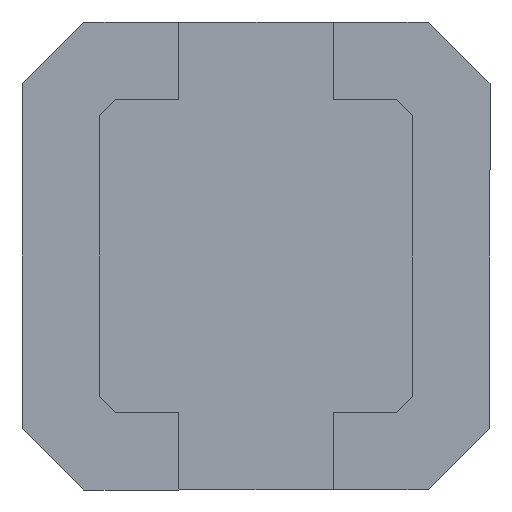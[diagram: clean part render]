
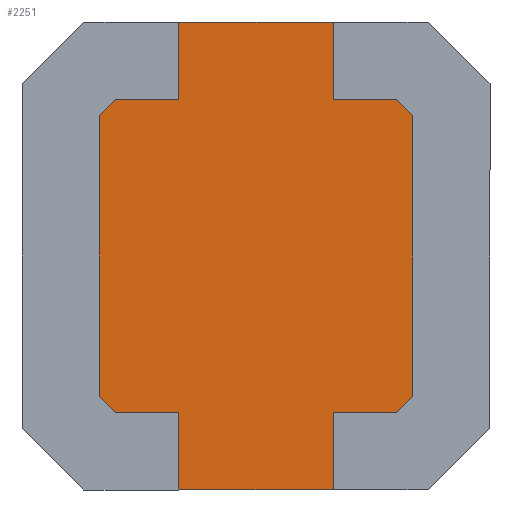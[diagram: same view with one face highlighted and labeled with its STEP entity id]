
A CAD part, front view. The second image highlights one B-rep face of the part: STEP entity #2251.
In plain terms, the highlighted planar face has unit normal (0, -1, 0).
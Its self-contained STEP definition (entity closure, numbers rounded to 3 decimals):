
#29 = CARTESIAN_POINT ( 'NONE',  ( 0.5, 0.15, -1.515 ) ) ;
#56 = FACE_OUTER_BOUND ( 'NONE', #675, .T. ) ;
#75 = CARTESIAN_POINT ( 'NONE',  ( 1.015, 0.15, -0.908 ) ) ;
#110 = EDGE_CURVE ( 'NONE', #547, #1020, #3273, .T. ) ;
#158 = DIRECTION ( 'NONE',  ( 1., 0., 0. ) ) ;
#164 = AXIS2_PLACEMENT_3D ( 'NONE', #3202, #1155, #2958 ) ;
#173 = VERTEX_POINT ( 'NONE', #1475 ) ;
#184 = LINE ( 'NONE', #2547, #940 ) ;
#208 = VECTOR ( 'NONE', #1464, 1000. ) ;
#211 = ORIENTED_EDGE ( 'NONE', *, *, #2187, .F. ) ;
#233 = VECTOR ( 'NONE', #1527, 1000. ) ;
#235 = VERTEX_POINT ( 'NONE', #1237 ) ;
#267 = CARTESIAN_POINT ( 'NONE',  ( 0.5, 0.15, 1.515 ) ) ;
#277 = ORIENTED_EDGE ( 'NONE', *, *, #2645, .T. ) ;
#315 = ORIENTED_EDGE ( 'NONE', *, *, #2032, .T. ) ;
#322 = EDGE_CURVE ( 'NONE', #1020, #1065, #2374, .T. ) ;
#348 = ORIENTED_EDGE ( 'NONE', *, *, #1665, .F. ) ;
#424 = LINE ( 'NONE', #2376, #2095 ) ;
#434 = CARTESIAN_POINT ( 'NONE',  ( -1.015, 0.15, -0.908 ) ) ;
#443 = VERTEX_POINT ( 'NONE', #2345 ) ;
#449 = VECTOR ( 'NONE', #1967, 1000. ) ;
#462 = LINE ( 'NONE', #29, #973 ) ;
#518 = ORIENTED_EDGE ( 'NONE', *, *, #322, .T. ) ;
#529 = LINE ( 'NONE', #1949, #1120 ) ;
#547 = VERTEX_POINT ( 'NONE', #2694 ) ;
#578 = EDGE_CURVE ( 'NONE', #1117, #1661, #529, .T. ) ;
#586 = DIRECTION ( 'NONE',  ( 0., 0., 1. ) ) ;
#603 = VERTEX_POINT ( 'NONE', #650 ) ;
#608 = CARTESIAN_POINT ( 'NONE',  ( 0.908, 0.15, 1.015 ) ) ;
#649 = CARTESIAN_POINT ( 'NONE',  ( -0.5, 0.15, 1.515 ) ) ;
#650 = CARTESIAN_POINT ( 'NONE',  ( -0.908, 0.15, 1.015 ) ) ;
#670 = DIRECTION ( 'NONE',  ( 0., 0., 1. ) ) ;
#675 = EDGE_LOOP ( 'NONE', ( #2324, #3319, #1435, #2709, #277, #2101, #2159, #2427, #211, #2486, #518, #315, #1261, #1184, #348, #1492 ) ) ;
#723 = CARTESIAN_POINT ( 'NONE',  ( 0.5, 0.15, 1.515 ) ) ;
#755 = LINE ( 'NONE', #2802, #233 ) ;
#838 = VECTOR ( 'NONE', #2788, 1000. ) ;
#881 = CARTESIAN_POINT ( 'NONE',  ( 0.908, 0.15, -1.015 ) ) ;
#883 = EDGE_CURVE ( 'NONE', #3272, #1117, #184, .T. ) ;
#940 = VECTOR ( 'NONE', #1542, 1000. ) ;
#965 = EDGE_CURVE ( 'NONE', #443, #3279, #462, .T. ) ;
#973 = VECTOR ( 'NONE', #1590, 1000. ) ;
#1009 = EDGE_CURVE ( 'NONE', #2336, #3231, #1797, .T. ) ;
#1020 = VERTEX_POINT ( 'NONE', #881 ) ;
#1059 = VECTOR ( 'NONE', #2700, 1000. ) ;
#1065 = VERTEX_POINT ( 'NONE', #2654 ) ;
#1117 = VERTEX_POINT ( 'NONE', #608 ) ;
#1120 = VECTOR ( 'NONE', #1178, 1000. ) ;
#1121 = VERTEX_POINT ( 'NONE', #1922 ) ;
#1143 = LINE ( 'NONE', #2686, #2283 ) ;
#1155 = DIRECTION ( 'NONE',  ( 0., 1., 0. ) ) ;
#1178 = DIRECTION ( 'NONE',  ( 0.707, 0., -0.707 ) ) ;
#1184 = ORIENTED_EDGE ( 'NONE', *, *, #883, .F. ) ;
#1208 = CARTESIAN_POINT ( 'NONE',  ( 1.015, 0.15, 0.908 ) ) ;
#1229 = EDGE_CURVE ( 'NONE', #2336, #603, #2465, .T. ) ;
#1237 = CARTESIAN_POINT ( 'NONE',  ( -1.015, 0.15, 0.908 ) ) ;
#1240 = CARTESIAN_POINT ( 'NONE',  ( 0.5, 0.15, 1.015 ) ) ;
#1261 = ORIENTED_EDGE ( 'NONE', *, *, #578, .F. ) ;
#1273 = CARTESIAN_POINT ( 'NONE',  ( -0.5, 0.15, -1.515 ) ) ;
#1282 = VECTOR ( 'NONE', #2338, 1000. ) ;
#1365 = EDGE_CURVE ( 'NONE', #1121, #173, #2049, .T. ) ;
#1376 = LINE ( 'NONE', #2433, #1059 ) ;
#1435 = ORIENTED_EDGE ( 'NONE', *, *, #2741, .T. ) ;
#1464 = DIRECTION ( 'NONE',  ( 1., 0., 0. ) ) ;
#1475 = CARTESIAN_POINT ( 'NONE',  ( -0.5, 0.15, -1.015 ) ) ;
#1484 = CARTESIAN_POINT ( 'NONE',  ( 0.5, 0.15, -1.015 ) ) ;
#1490 = DIRECTION ( 'NONE',  ( 0., 0., -1. ) ) ;
#1492 = ORIENTED_EDGE ( 'NONE', *, *, #2796, .F. ) ;
#1507 = VECTOR ( 'NONE', #1490, 1000. ) ;
#1516 = VERTEX_POINT ( 'NONE', #434 ) ;
#1527 = DIRECTION ( 'NONE',  ( 0., 0., -1. ) ) ;
#1542 = DIRECTION ( 'NONE',  ( 1., 0., 0. ) ) ;
#1585 = EDGE_CURVE ( 'NONE', #3279, #173, #2571, .T. ) ;
#1590 = DIRECTION ( 'NONE',  ( -1., 0., 0. ) ) ;
#1612 = DIRECTION ( 'NONE',  ( 0., 0., 1. ) ) ;
#1630 = VERTEX_POINT ( 'NONE', #723 ) ;
#1661 = VERTEX_POINT ( 'NONE', #1208 ) ;
#1662 = VECTOR ( 'NONE', #670, 1000. ) ;
#1665 = EDGE_CURVE ( 'NONE', #1630, #3272, #2191, .T. ) ;
#1683 = DIRECTION ( 'NONE',  ( -0.707, 0., -0.707 ) ) ;
#1697 = CARTESIAN_POINT ( 'NONE',  ( -0.5, 0.15, 1.015 ) ) ;
#1706 = CARTESIAN_POINT ( 'NONE',  ( -0.5, 0.15, 1.015 ) ) ;
#1797 = LINE ( 'NONE', #2117, #3045 ) ;
#1872 = DIRECTION ( 'NONE',  ( 0.707, 0., -0.707 ) ) ;
#1922 = CARTESIAN_POINT ( 'NONE',  ( -0.908, 0.15, -1.015 ) ) ;
#1949 = CARTESIAN_POINT ( 'NONE',  ( 0.908, 0.15, 1.015 ) ) ;
#1961 = CARTESIAN_POINT ( 'NONE',  ( -0.5, 0.15, 1.515 ) ) ;
#1967 = DIRECTION ( 'NONE',  ( -1., 0., 0. ) ) ;
#2032 = EDGE_CURVE ( 'NONE', #1065, #1661, #2613, .T. ) ;
#2049 = LINE ( 'NONE', #2783, #208 ) ;
#2095 = VECTOR ( 'NONE', #1872, 1000. ) ;
#2101 = ORIENTED_EDGE ( 'NONE', *, *, #1365, .T. ) ;
#2117 = CARTESIAN_POINT ( 'NONE',  ( -0.5, 0.15, 1.515 ) ) ;
#2159 = ORIENTED_EDGE ( 'NONE', *, *, #1585, .F. ) ;
#2183 = PLANE ( 'NONE',  #164 ) ;
#2187 = EDGE_CURVE ( 'NONE', #547, #443, #1376, .T. ) ;
#2191 = LINE ( 'NONE', #2294, #1507 ) ;
#2251 = ADVANCED_FACE ( 'NONE', ( #56 ), #2183, .F. ) ;
#2283 = VECTOR ( 'NONE', #1683, 1000. ) ;
#2294 = CARTESIAN_POINT ( 'NONE',  ( 0.5, 0.15, 1.515 ) ) ;
#2324 = ORIENTED_EDGE ( 'NONE', *, *, #1009, .F. ) ;
#2336 = VERTEX_POINT ( 'NONE', #1706 ) ;
#2338 = DIRECTION ( 'NONE',  ( 0.707, 0., 0.707 ) ) ;
#2345 = CARTESIAN_POINT ( 'NONE',  ( 0.5, 0.15, -1.515 ) ) ;
#2374 = LINE ( 'NONE', #2551, #1282 ) ;
#2376 = CARTESIAN_POINT ( 'NONE',  ( -1.015, 0.15, -0.908 ) ) ;
#2427 = ORIENTED_EDGE ( 'NONE', *, *, #965, .F. ) ;
#2433 = CARTESIAN_POINT ( 'NONE',  ( 0.5, 0.15, 1.515 ) ) ;
#2465 = LINE ( 'NONE', #1697, #449 ) ;
#2486 = ORIENTED_EDGE ( 'NONE', *, *, #110, .T. ) ;
#2547 = CARTESIAN_POINT ( 'NONE',  ( 0.5, 0.15, 1.015 ) ) ;
#2551 = CARTESIAN_POINT ( 'NONE',  ( 0.908, 0.15, -1.015 ) ) ;
#2571 = LINE ( 'NONE', #1961, #1662 ) ;
#2613 = LINE ( 'NONE', #75, #2916 ) ;
#2645 = EDGE_CURVE ( 'NONE', #1516, #1121, #424, .T. ) ;
#2654 = CARTESIAN_POINT ( 'NONE',  ( 1.015, 0.15, -0.908 ) ) ;
#2686 = CARTESIAN_POINT ( 'NONE',  ( -0.908, 0.15, 1.015 ) ) ;
#2694 = CARTESIAN_POINT ( 'NONE',  ( 0.5, 0.15, -1.015 ) ) ;
#2700 = DIRECTION ( 'NONE',  ( 0., 0., -1. ) ) ;
#2705 = LINE ( 'NONE', #267, #838 ) ;
#2709 = ORIENTED_EDGE ( 'NONE', *, *, #2769, .T. ) ;
#2741 = EDGE_CURVE ( 'NONE', #603, #235, #1143, .T. ) ;
#2769 = EDGE_CURVE ( 'NONE', #235, #1516, #755, .T. ) ;
#2783 = CARTESIAN_POINT ( 'NONE',  ( -0.908, 0.15, -1.015 ) ) ;
#2788 = DIRECTION ( 'NONE',  ( 1., 0., 0. ) ) ;
#2796 = EDGE_CURVE ( 'NONE', #3231, #1630, #2705, .T. ) ;
#2802 = CARTESIAN_POINT ( 'NONE',  ( -1.015, 0.15, 0.908 ) ) ;
#2916 = VECTOR ( 'NONE', #1612, 1000. ) ;
#2958 = DIRECTION ( 'NONE',  ( 0., 0., 1. ) ) ;
#2959 = VECTOR ( 'NONE', #158, 1000. ) ;
#3045 = VECTOR ( 'NONE', #586, 1000. ) ;
#3202 = CARTESIAN_POINT ( 'NONE',  ( 0.5, 0.15, 1.515 ) ) ;
#3231 = VERTEX_POINT ( 'NONE', #649 ) ;
#3272 = VERTEX_POINT ( 'NONE', #1240 ) ;
#3273 = LINE ( 'NONE', #1484, #2959 ) ;
#3279 = VERTEX_POINT ( 'NONE', #1273 ) ;
#3319 = ORIENTED_EDGE ( 'NONE', *, *, #1229, .T. ) ;
